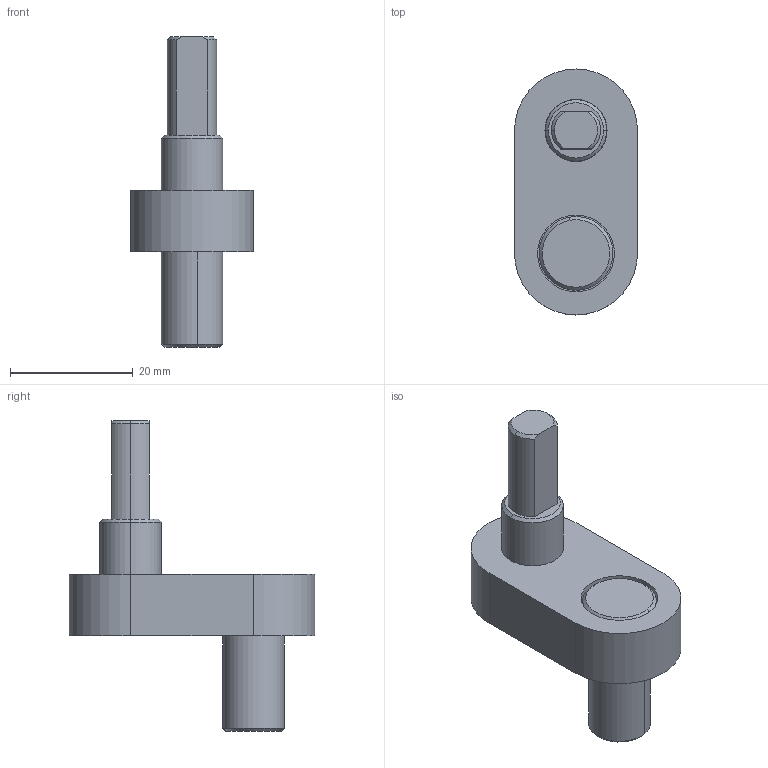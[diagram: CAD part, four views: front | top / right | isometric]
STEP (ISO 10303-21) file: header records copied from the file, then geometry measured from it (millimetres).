
FILE_DESCRIPTION (( 'STEP AP203' ), '1' );
FILE_NAME ('603573 2 Vilebrequin.STEP', '2022-07-18T08:44:00', ( '' ), ( '' ), 'SwSTEP 2.0', 'SolidWorks 2021', '' );
FILE_SCHEMA (( 'CONFIG_CONTROL_DESIGN' ));
Length unit declared in the file: millimetre
Products named in the file (4): 603574 Axe P鋝e; 603576 Corps Vilebrequin; 603575 Axe Moteur; 603573 2 Vilebrequin
Assembly tree (3 placements, depth 2):
  603573 2 Vilebrequin
    603576 Corps Vilebrequin
    603575 Axe Moteur
    603574 Axe P鋝e
Bounding box: 20 x 40 x 50.5 mm (x, y, z)
Volume: 9654.9 mm3; surface area: 5022.4 mm2
Topology: 3 solids, 3 shells, 51 faces, 107 edges, 67 vertices
Faces by surface type: cylinder 21, plane 15, cone 15
Entity records: 1800 total; most frequent: DIRECTION 274, CARTESIAN_POINT 243, ORIENTED_EDGE 214, AXIS2_PLACEMENT_3D 114, EDGE_CURVE 107, VERTEX_POINT 67, EDGE_LOOP 60, CIRCLE 57
